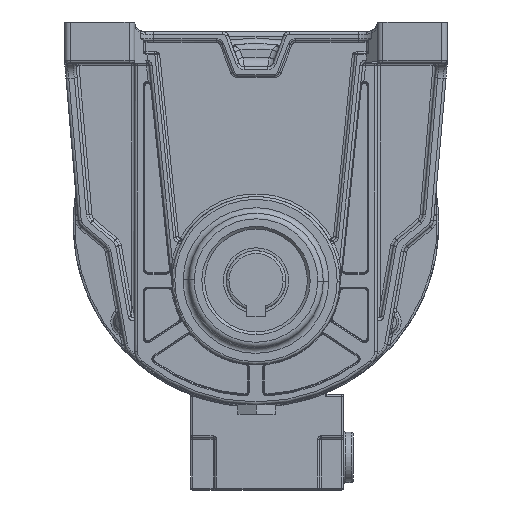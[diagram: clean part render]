
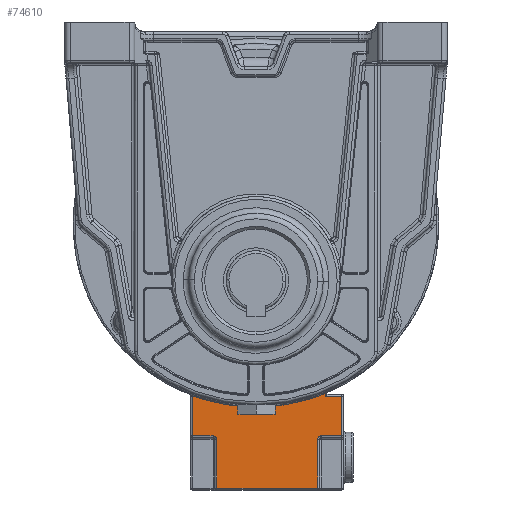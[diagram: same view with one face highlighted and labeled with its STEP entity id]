
A CAD part, left-side view. The second image highlights one B-rep face of the part: STEP entity #74610.
In plain terms, the highlighted planar face has unit normal (-1, 0, 0).
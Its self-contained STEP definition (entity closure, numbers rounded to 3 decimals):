
#1324 = VERTEX_POINT ( 'NONE', #111863 ) ;
#4620 = EDGE_CURVE ( 'NONE', #82842, #49227, #8993, .T. ) ;
#4804 = ORIENTED_EDGE ( 'NONE', *, *, #93100, .T. ) ;
#5030 = DIRECTION ( 'NONE',  ( 0., 0., -1. ) ) ;
#5067 = VERTEX_POINT ( 'NONE', #51041 ) ;
#6908 = DIRECTION ( 'NONE',  ( 0., 0., -1. ) ) ;
#8669 = DIRECTION ( 'NONE',  ( 0., 0., 1. ) ) ;
#8993 = CIRCLE ( 'NONE', #108209, 2. ) ;
#9273 = FACE_OUTER_BOUND ( 'NONE', #107558, .T. ) ;
#10819 = EDGE_CURVE ( 'NONE', #70068, #49227, #97491, .T. ) ;
#12134 = LINE ( 'NONE', #37195, #106025 ) ;
#12513 = VECTOR ( 'NONE', #112151, 1000. ) ;
#16581 = CARTESIAN_POINT ( 'NONE',  ( 149., -28., -141.9 ) ) ;
#16795 = AXIS2_PLACEMENT_3D ( 'NONE', #74324, #20022, #45653 ) ;
#19660 = CARTESIAN_POINT ( 'NONE',  ( 149., 0., -84.7 ) ) ;
#20022 = DIRECTION ( 'NONE',  ( 1., 0., 0. ) ) ;
#24676 = CARTESIAN_POINT ( 'NONE',  ( 149., 27., -115.9 ) ) ;
#25389 = VERTEX_POINT ( 'NONE', #69643 ) ;
#27629 = CARTESIAN_POINT ( 'NONE',  ( 149., 0., -113.9 ) ) ;
#27793 = CARTESIAN_POINT ( 'NONE',  ( 149., 0., -92.7 ) ) ;
#28952 = ORIENTED_EDGE ( 'NONE', *, *, #94385, .F. ) ;
#29172 = LINE ( 'NONE', #19660, #66131 ) ;
#30198 = CARTESIAN_POINT ( 'NONE',  ( 149., -27., -141.9 ) ) ;
#30971 = VECTOR ( 'NONE', #8669, 1000. ) ;
#31313 = DIRECTION ( 'NONE',  ( 0., 0., -1. ) ) ;
#31896 = EDGE_CURVE ( 'NONE', #47320, #109356, #64946, .T. ) ;
#32504 = EDGE_CURVE ( 'NONE', #41737, #5067, #12134, .T. ) ;
#33347 = ORIENTED_EDGE ( 'NONE', *, *, #4620, .F. ) ;
#34192 = ORIENTED_EDGE ( 'NONE', *, *, #61211, .T. ) ;
#35336 = CARTESIAN_POINT ( 'NONE',  ( 149., -31., -92.7 ) ) ;
#35589 = DIRECTION ( 'NONE',  ( 0., 0., -1. ) ) ;
#36044 = EDGE_CURVE ( 'NONE', #56267, #69455, #109441, .T. ) ;
#36368 = ORIENTED_EDGE ( 'NONE', *, *, #94404, .T. ) ;
#37195 = CARTESIAN_POINT ( 'NONE',  ( 149., 31., 0. ) ) ;
#37328 = LINE ( 'NONE', #90483, #105349 ) ;
#38662 = EDGE_CURVE ( 'NONE', #5067, #115315, #37328, .T. ) ;
#40187 = DIRECTION ( 'NONE',  ( 0., 0., 1. ) ) ;
#41395 = LINE ( 'NONE', #79596, #69316 ) ;
#41737 = VERTEX_POINT ( 'NONE', #92576 ) ;
#43303 = CARTESIAN_POINT ( 'NONE',  ( 149., 27., -141.9 ) ) ;
#45653 = DIRECTION ( 'NONE',  ( 0., 1., 0. ) ) ;
#47320 = VERTEX_POINT ( 'NONE', #35336 ) ;
#48241 = DIRECTION ( 'NONE',  ( 0., 1., 0. ) ) ;
#49227 = VERTEX_POINT ( 'NONE', #105491 ) ;
#51041 = CARTESIAN_POINT ( 'NONE',  ( 149., 31., -92.7 ) ) ;
#53056 = ORIENTED_EDGE ( 'NONE', *, *, #108051, .T. ) ;
#53871 = ORIENTED_EDGE ( 'NONE', *, *, #38662, .T. ) ;
#53996 = LINE ( 'NONE', #90421, #30971 ) ;
#54038 = LINE ( 'NONE', #27793, #109905 ) ;
#54064 = ORIENTED_EDGE ( 'NONE', *, *, #102910, .T. ) ;
#56033 = EDGE_CURVE ( 'NONE', #1324, #47320, #54038, .T. ) ;
#56267 = VERTEX_POINT ( 'NONE', #92854 ) ;
#56440 = DIRECTION ( 'NONE',  ( 0., 1., 0. ) ) ;
#56587 = CARTESIAN_POINT ( 'NONE',  ( 149., -31., 0. ) ) ;
#57086 = VECTOR ( 'NONE', #31313, 1000. ) ;
#60126 = ORIENTED_EDGE ( 'NONE', *, *, #88182, .T. ) ;
#60485 = DIRECTION ( 'NONE',  ( -1., 0., 0. ) ) ;
#61211 = EDGE_CURVE ( 'NONE', #115315, #56267, #97635, .T. ) ;
#61310 = DIRECTION ( 'NONE',  ( 0., -1., 0. ) ) ;
#64499 = CARTESIAN_POINT ( 'NONE',  ( 149., -29., -113.9 ) ) ;
#64946 = LINE ( 'NONE', #56587, #12513 ) ;
#66131 = VECTOR ( 'NONE', #48241, 1000. ) ;
#66370 = ORIENTED_EDGE ( 'NONE', *, *, #31896, .T. ) ;
#67129 = LINE ( 'NONE', #103573, #57086 ) ;
#69316 = VECTOR ( 'NONE', #114273, 1000. ) ;
#69455 = VERTEX_POINT ( 'NONE', #104086 ) ;
#69643 = CARTESIAN_POINT ( 'NONE',  ( 149., -40., -113.9 ) ) ;
#70068 = VERTEX_POINT ( 'NONE', #30198 ) ;
#71153 = ORIENTED_EDGE ( 'NONE', *, *, #36044, .T. ) ;
#72571 = DIRECTION ( 'NONE',  ( 0., 1., 0. ) ) ;
#73486 = VECTOR ( 'NONE', #40187, 1000. ) ;
#74324 = CARTESIAN_POINT ( 'NONE',  ( 149., 0., 0. ) ) ;
#74610 = ADVANCED_FACE ( 'NONE', ( #9273 ), #101794, .F. ) ;
#76507 = ORIENTED_EDGE ( 'NONE', *, *, #56033, .T. ) ;
#77230 = CARTESIAN_POINT ( 'NONE',  ( 149., -27., 0. ) ) ;
#77593 = ORIENTED_EDGE ( 'NONE', *, *, #10819, .T. ) ;
#79596 = CARTESIAN_POINT ( 'NONE',  ( 149., 0., -113.9 ) ) ;
#80012 = CARTESIAN_POINT ( 'NONE',  ( 149., -31., -84.7 ) ) ;
#80208 = DIRECTION ( 'NONE',  ( 0., -1., 0. ) ) ;
#81001 = CARTESIAN_POINT ( 'NONE',  ( 149., -29., -115.9 ) ) ;
#82842 = VERTEX_POINT ( 'NONE', #64499 ) ;
#86786 = CARTESIAN_POINT ( 'NONE',  ( 149., 29., -115.9 ) ) ;
#87487 = VECTOR ( 'NONE', #80208, 1000. ) ;
#87611 = VECTOR ( 'NONE', #6908, 1000. ) ;
#88182 = EDGE_CURVE ( 'NONE', #109356, #41737, #29172, .T. ) ;
#88998 = VECTOR ( 'NONE', #61310, 1000. ) ;
#90285 = ORIENTED_EDGE ( 'NONE', *, *, #32504, .T. ) ;
#90421 = CARTESIAN_POINT ( 'NONE',  ( 149., -40., -91.7 ) ) ;
#90483 = CARTESIAN_POINT ( 'NONE',  ( 149., 0., -92.7 ) ) ;
#92576 = CARTESIAN_POINT ( 'NONE',  ( 149., 31., -84.7 ) ) ;
#92854 = CARTESIAN_POINT ( 'NONE',  ( 149., 40., -113.9 ) ) ;
#93100 = EDGE_CURVE ( 'NONE', #25389, #1324, #53996, .T. ) ;
#93324 = DIRECTION ( 'NONE',  ( 0., 0., -1. ) ) ;
#94385 = EDGE_CURVE ( 'NONE', #106867, #69455, #96037, .T. ) ;
#94404 = EDGE_CURVE ( 'NONE', #82842, #25389, #41395, .T. ) ;
#96037 = CIRCLE ( 'NONE', #111281, 2. ) ;
#97491 = LINE ( 'NONE', #77230, #73486 ) ;
#97635 = LINE ( 'NONE', #104868, #87611 ) ;
#98364 = LINE ( 'NONE', #16581, #88998 ) ;
#101650 = VERTEX_POINT ( 'NONE', #43303 ) ;
#101794 = PLANE ( 'NONE',  #16795 ) ;
#102910 = EDGE_CURVE ( 'NONE', #106867, #101650, #67129, .T. ) ;
#103573 = CARTESIAN_POINT ( 'NONE',  ( 149., 27., 0. ) ) ;
#104086 = CARTESIAN_POINT ( 'NONE',  ( 149., 29., -113.9 ) ) ;
#104868 = CARTESIAN_POINT ( 'NONE',  ( 149., 40., -114.9 ) ) ;
#105349 = VECTOR ( 'NONE', #56440, 1000. ) ;
#105491 = CARTESIAN_POINT ( 'NONE',  ( 149., -27., -115.9 ) ) ;
#106025 = VECTOR ( 'NONE', #93324, 1000. ) ;
#106867 = VERTEX_POINT ( 'NONE', #24676 ) ;
#107558 = EDGE_LOOP ( 'NONE', ( #90285, #53871, #34192, #71153, #28952, #54064, #53056, #77593, #33347, #36368, #4804, #76507, #66370, #60126 ) ) ;
#108051 = EDGE_CURVE ( 'NONE', #101650, #70068, #98364, .T. ) ;
#108209 = AXIS2_PLACEMENT_3D ( 'NONE', #81001, #117410, #35589 ) ;
#109356 = VERTEX_POINT ( 'NONE', #80012 ) ;
#109441 = LINE ( 'NONE', #27629, #87487 ) ;
#109905 = VECTOR ( 'NONE', #72571, 1000. ) ;
#111281 = AXIS2_PLACEMENT_3D ( 'NONE', #86786, #60485, #5030 ) ;
#111863 = CARTESIAN_POINT ( 'NONE',  ( 149., -40., -92.7 ) ) ;
#112151 = DIRECTION ( 'NONE',  ( 0., 0., 1. ) ) ;
#112566 = CARTESIAN_POINT ( 'NONE',  ( 149., 40., -92.7 ) ) ;
#114273 = DIRECTION ( 'NONE',  ( 0., -1., 0. ) ) ;
#115315 = VERTEX_POINT ( 'NONE', #112566 ) ;
#117410 = DIRECTION ( 'NONE',  ( -1., 0., 0. ) ) ;
